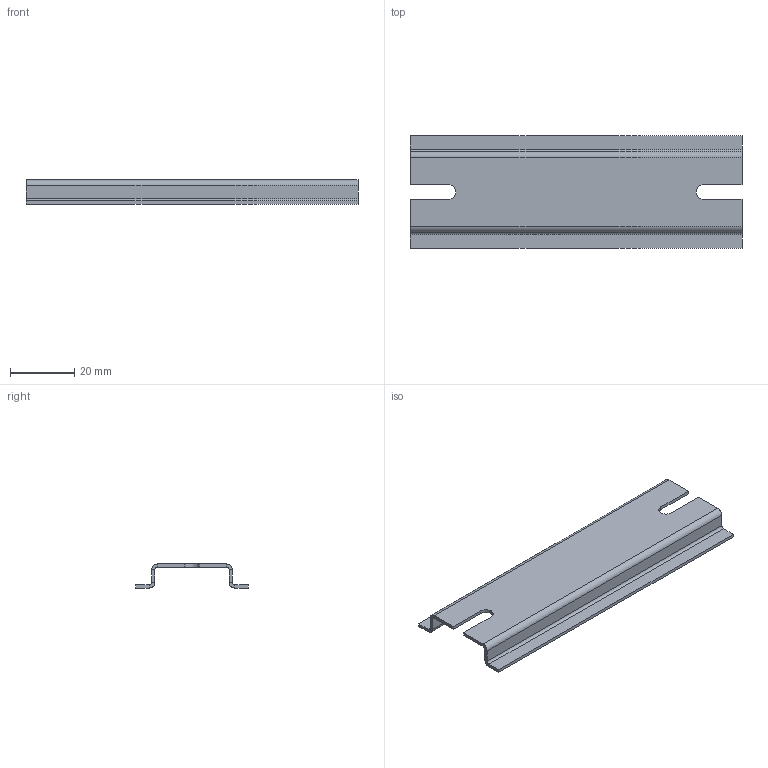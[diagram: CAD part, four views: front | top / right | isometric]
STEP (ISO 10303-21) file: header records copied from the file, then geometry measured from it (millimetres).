
FILE_DESCRIPTION (( 'STEP AP203' ), '1' );
FILE_NAME ('MIV10_Default.step', '2025-08-29T17:47:22', ( 'Windows User' ), ( 'AUTOMATION DIRECT' ), 'SwSTEP 2.0', 'SolidWorks 2024', '' );
FILE_SCHEMA (( 'CONFIG_CONTROL_DESIGN' ));
Length unit declared in the file: millimetre
Products named in the file (1): MIV10_Default
Bounding box: 103 x 35 x 7.5 mm (x, y, z)
Volume: 4590.2 mm3; surface area: 9531.1 mm2
Topology: 1 solids, 1 shells, 46 faces, 100 edges, 56 vertices
Faces by surface type: plane 36, cylinder 10
Entity records: 1285 total; most frequent: DIRECTION 214, CARTESIAN_POINT 203, ORIENTED_EDGE 200, EDGE_CURVE 100, VECTOR 80, LINE 80, AXIS2_PLACEMENT_3D 67, VERTEX_POINT 56
